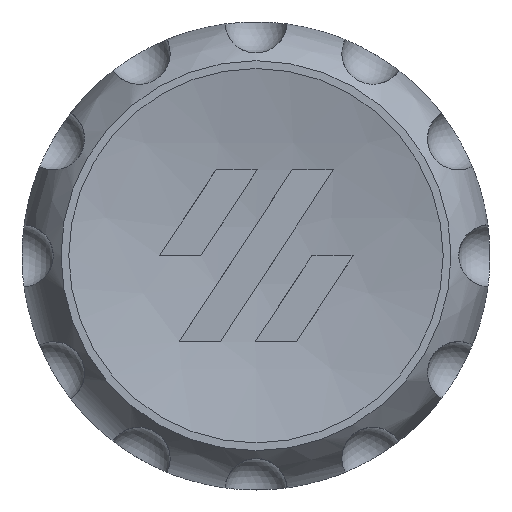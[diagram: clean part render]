
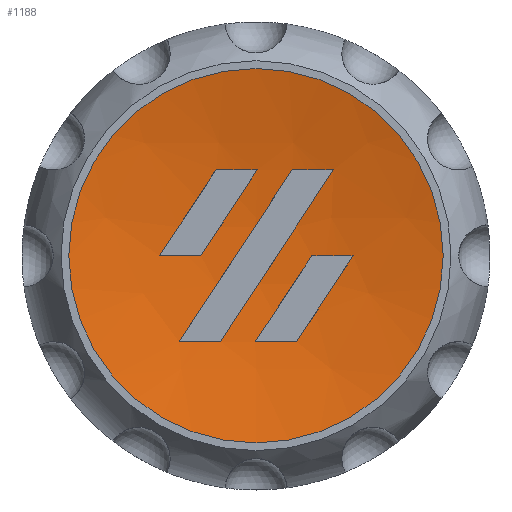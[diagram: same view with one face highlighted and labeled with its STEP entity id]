
A CAD part, top view. The second image highlights one B-rep face of the part: STEP entity #1188.
In plain terms, the highlighted spherical face has radius 40.695 mm.
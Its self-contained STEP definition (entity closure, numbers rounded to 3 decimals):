
#29=SPHERICAL_SURFACE('',#1325,40.695);
#82=FACE_BOUND('',#233,.T.);
#83=FACE_BOUND('',#234,.T.);
#84=FACE_BOUND('',#235,.T.);
#161=FACE_OUTER_BOUND('',#232,.T.);
#232=EDGE_LOOP('',(#1007));
#233=EDGE_LOOP('',(#1008,#1009,#1010,#1011));
#234=EDGE_LOOP('',(#1012,#1013,#1014,#1015));
#235=EDGE_LOOP('',(#1016,#1017,#1018,#1019));
#470=CIRCLE('',#1326,9.6);
#471=CIRCLE('',#1327,40.626);
#472=CIRCLE('',#1328,40.695);
#473=CIRCLE('',#1329,40.485);
#474=CIRCLE('',#1330,40.456);
#475=CIRCLE('',#1331,40.456);
#476=CIRCLE('',#1332,40.685);
#477=CIRCLE('',#1333,40.455);
#478=CIRCLE('',#1334,40.686);
#479=CIRCLE('',#1335,40.625);
#480=CIRCLE('',#1336,40.695);
#481=CIRCLE('',#1337,40.482);
#482=CIRCLE('',#1338,40.455);
#573=VERTEX_POINT('',#2573);
#574=VERTEX_POINT('',#2575);
#575=VERTEX_POINT('',#2576);
#576=VERTEX_POINT('',#2578);
#577=VERTEX_POINT('',#2580);
#578=VERTEX_POINT('',#2583);
#579=VERTEX_POINT('',#2584);
#580=VERTEX_POINT('',#2586);
#581=VERTEX_POINT('',#2588);
#582=VERTEX_POINT('',#2591);
#583=VERTEX_POINT('',#2592);
#584=VERTEX_POINT('',#2594);
#585=VERTEX_POINT('',#2596);
#735=EDGE_CURVE('',#573,#573,#470,.T.);
#736=EDGE_CURVE('',#574,#575,#471,.T.);
#737=EDGE_CURVE('',#576,#574,#472,.T.);
#738=EDGE_CURVE('',#577,#576,#473,.T.);
#739=EDGE_CURVE('',#575,#577,#474,.T.);
#740=EDGE_CURVE('',#578,#579,#475,.T.);
#741=EDGE_CURVE('',#580,#578,#476,.T.);
#742=EDGE_CURVE('',#581,#580,#477,.T.);
#743=EDGE_CURVE('',#579,#581,#478,.T.);
#744=EDGE_CURVE('',#582,#583,#479,.T.);
#745=EDGE_CURVE('',#584,#582,#480,.T.);
#746=EDGE_CURVE('',#585,#584,#481,.T.);
#747=EDGE_CURVE('',#583,#585,#482,.T.);
#1007=ORIENTED_EDGE('',*,*,#735,.F.);
#1008=ORIENTED_EDGE('',*,*,#736,.F.);
#1009=ORIENTED_EDGE('',*,*,#737,.F.);
#1010=ORIENTED_EDGE('',*,*,#738,.F.);
#1011=ORIENTED_EDGE('',*,*,#739,.F.);
#1012=ORIENTED_EDGE('',*,*,#740,.F.);
#1013=ORIENTED_EDGE('',*,*,#741,.F.);
#1014=ORIENTED_EDGE('',*,*,#742,.F.);
#1015=ORIENTED_EDGE('',*,*,#743,.F.);
#1016=ORIENTED_EDGE('',*,*,#744,.F.);
#1017=ORIENTED_EDGE('',*,*,#745,.F.);
#1018=ORIENTED_EDGE('',*,*,#746,.F.);
#1019=ORIENTED_EDGE('',*,*,#747,.F.);
#1188=ADVANCED_FACE('',(#161,#82,#83,#84),#29,.F.);
#1325=AXIS2_PLACEMENT_3D('',#2572,#1623,#1624);
#1326=AXIS2_PLACEMENT_3D('',#2574,#1625,#1626);
#1327=AXIS2_PLACEMENT_3D('',#2577,#1627,#1628);
#1328=AXIS2_PLACEMENT_3D('',#2579,#1629,#1630);
#1329=AXIS2_PLACEMENT_3D('',#2581,#1631,#1632);
#1330=AXIS2_PLACEMENT_3D('',#2582,#1633,#1634);
#1331=AXIS2_PLACEMENT_3D('',#2585,#1635,#1636);
#1332=AXIS2_PLACEMENT_3D('',#2587,#1637,#1638);
#1333=AXIS2_PLACEMENT_3D('',#2589,#1639,#1640);
#1334=AXIS2_PLACEMENT_3D('',#2590,#1641,#1642);
#1335=AXIS2_PLACEMENT_3D('',#2593,#1643,#1644);
#1336=AXIS2_PLACEMENT_3D('',#2595,#1645,#1646);
#1337=AXIS2_PLACEMENT_3D('',#2597,#1647,#1648);
#1338=AXIS2_PLACEMENT_3D('',#2598,#1649,#1650);
#1623=DIRECTION('center_axis',(0.,1.,0.));
#1624=DIRECTION('ref_axis',(1.,0.,0.));
#1625=DIRECTION('center_axis',(0.,0.,-1.));
#1626=DIRECTION('ref_axis',(1.,0.,0.));
#1627=DIRECTION('center_axis',(0.836,-0.549,0.));
#1628=DIRECTION('ref_axis',(0.,0.,-1.));
#1629=DIRECTION('center_axis',(0.,-1.,0.));
#1630=DIRECTION('ref_axis',(0.,0.,
-1.));
#1631=DIRECTION('center_axis',(-0.836,0.549,0.));
#1632=DIRECTION('ref_axis',(0.,0.,1.));
#1633=DIRECTION('center_axis',(0.,1.,0.));
#1634=DIRECTION('ref_axis',(0.,0.,1.));
#1635=DIRECTION('center_axis',(0.,1.,0.));
#1636=DIRECTION('ref_axis',(0.,0.,1.));
#1637=DIRECTION('center_axis',(0.836,-0.549,0.));
#1638=DIRECTION('ref_axis',(0.,0.,
-1.));
#1639=DIRECTION('center_axis',(0.,-1.,0.));
#1640=DIRECTION('ref_axis',(0.,0.,
-1.));
#1641=DIRECTION('center_axis',(-0.836,0.549,0.));
#1642=DIRECTION('ref_axis',(0.,0.,1.));
#1643=DIRECTION('center_axis',(-0.836,0.549,0.));
#1644=DIRECTION('ref_axis',(0.,0.,1.));
#1645=DIRECTION('center_axis',(0.,1.,0.));
#1646=DIRECTION('ref_axis',(0.,0.,1.));
#1647=DIRECTION('center_axis',(0.836,-0.549,0.));
#1648=DIRECTION('ref_axis',(0.,0.,
-1.));
#1649=DIRECTION('center_axis',(0.,-1.,0.));
#1650=DIRECTION('ref_axis',(0.,0.,
-1.));
#2572=CARTESIAN_POINT('Origin',(0.,0.,
48.547));
#2573=CARTESIAN_POINT('',(9.6,0.,9.));
#2574=CARTESIAN_POINT('Origin',(0.,0.,
9.));
#2575=CARTESIAN_POINT('',(-2.83,-0.003,7.95));
#2576=CARTESIAN_POINT('',(0.068,4.406,8.091));
#2577=CARTESIAN_POINT('Origin',(-1.975,1.298,48.547));
#2578=CARTESIAN_POINT('',(-4.949,-0.003,8.154));
#2579=CARTESIAN_POINT('Origin',(0.,-0.003,
48.547));
#2580=CARTESIAN_POINT('',(-2.051,4.406,8.143));
#2581=CARTESIAN_POINT('Origin',(-3.455,2.271,48.547));
#2582=CARTESIAN_POINT('Origin',(0.,4.406,
48.547));
#2583=CARTESIAN_POINT('',(3.972,4.406,8.286));
#2584=CARTESIAN_POINT('',(1.854,4.406,8.133));
#2585=CARTESIAN_POINT('Origin',(0.,4.406,
48.547));
#2586=CARTESIAN_POINT('',(-1.825,-4.412,8.132));
#2587=CARTESIAN_POINT('Origin',(0.751,-0.494,48.547));
#2588=CARTESIAN_POINT('',(-3.943,-4.412,8.284));
#2589=CARTESIAN_POINT('Origin',(0.,-4.412,
48.547));
#2590=CARTESIAN_POINT('Origin',(-0.728,0.479,48.547));
#2591=CARTESIAN_POINT('',(2.859,-0.003,7.952));
#2592=CARTESIAN_POINT('',(-0.039,-4.412,8.091));
#2593=CARTESIAN_POINT('Origin',(1.998,-1.313,48.547));
#2594=CARTESIAN_POINT('',(4.978,-0.003,8.157));
#2595=CARTESIAN_POINT('Origin',(0.,-0.003,
48.547));
#2596=CARTESIAN_POINT('',(2.08,-4.412,8.145));
#2597=CARTESIAN_POINT('Origin',(3.477,-2.286,48.547));
#2598=CARTESIAN_POINT('Origin',(0.,-4.412,
48.547));
